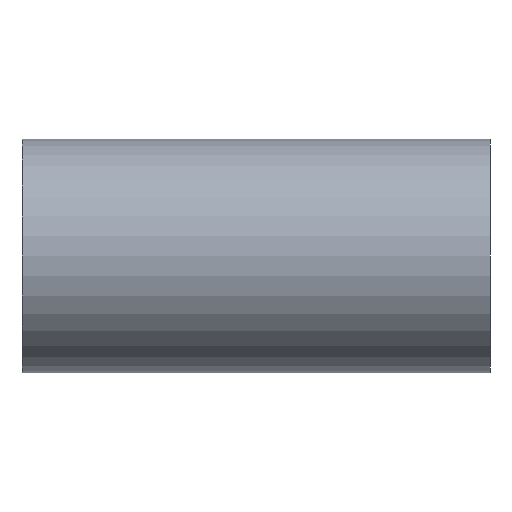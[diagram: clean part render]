
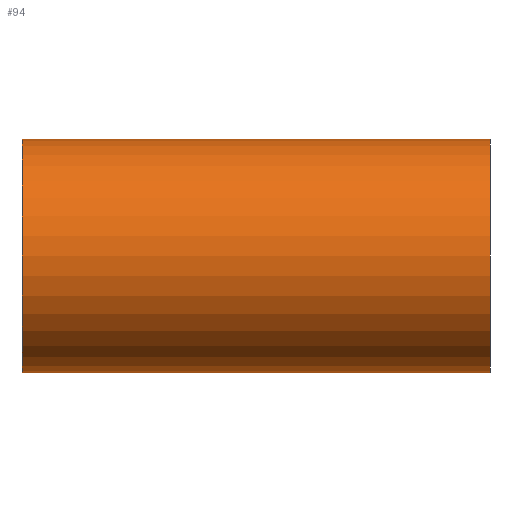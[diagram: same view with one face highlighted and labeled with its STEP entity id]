
A CAD part, left-side view. The second image highlights one B-rep face of the part: STEP entity #94.
In plain terms, the highlighted cylindrical face has radius 12.696 mm (diameter 25.392 mm), a partial arc.
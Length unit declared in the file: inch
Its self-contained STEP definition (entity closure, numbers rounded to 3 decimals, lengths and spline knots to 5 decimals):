
#5 = VERTEX_POINT ( 'NONE', #69 ) ;
#10 = DIRECTION ( 'NONE',  ( 0., -1., 0. ) ) ;
#11 = ORIENTED_EDGE ( 'NONE', *, *, #96, .T. ) ;
#17 = DIRECTION ( 'NONE',  ( 0., 1., 0. ) ) ;
#26 = LINE ( 'NONE', #240, #122 ) ;
#43 = ORIENTED_EDGE ( 'NONE', *, *, #236, .T. ) ;
#47 = AXIS2_PLACEMENT_3D ( 'NONE', #136, #17, #245 ) ;
#55 = VERTEX_POINT ( 'NONE', #66 ) ;
#58 = VERTEX_POINT ( 'NONE', #149 ) ;
#60 = CIRCLE ( 'NONE', #164, 0.49985 ) ;
#63 = CYLINDRICAL_SURFACE ( 'NONE', #214, 0.49985 ) ;
#66 = CARTESIAN_POINT ( 'NONE',  ( 0., 0., -0.49985 ) ) ;
#69 = CARTESIAN_POINT ( 'NONE',  ( 0., 0., 0.49985 ) ) ;
#72 = ORIENTED_EDGE ( 'NONE', *, *, #101, .F. ) ;
#74 = LINE ( 'NONE', #150, #233 ) ;
#94 = ADVANCED_FACE ( 'NONE', ( #161 ), #63, .T. ) ;
#96 = EDGE_CURVE ( 'NONE', #212, #55, #26, .T. ) ;
#101 = EDGE_CURVE ( 'NONE', #58, #5, #74, .T. ) ;
#103 = CARTESIAN_POINT ( 'NONE',  ( 0., 2., 0. ) ) ;
#110 = EDGE_CURVE ( 'NONE', #212, #58, #186, .T. ) ;
#122 = VECTOR ( 'NONE', #208, 39.37008 ) ;
#128 = CARTESIAN_POINT ( 'NONE',  ( 0., 2., -0.49985 ) ) ;
#129 = DIRECTION ( 'NONE',  ( 0., 0., 1. ) ) ;
#136 = CARTESIAN_POINT ( 'NONE',  ( 0., 2., 0. ) ) ;
#149 = CARTESIAN_POINT ( 'NONE',  ( 0., 2., 0.49985 ) ) ;
#150 = CARTESIAN_POINT ( 'NONE',  ( 0., 2., 0.49985 ) ) ;
#152 = CARTESIAN_POINT ( 'NONE',  ( 0., 0., 0. ) ) ;
#161 = FACE_OUTER_BOUND ( 'NONE', #213, .T. ) ;
#164 = AXIS2_PLACEMENT_3D ( 'NONE', #152, #193, #129 ) ;
#186 = CIRCLE ( 'NONE', #47, 0.49985 ) ;
#188 = DIRECTION ( 'NONE',  ( 0., -1., 0. ) ) ;
#193 = DIRECTION ( 'NONE',  ( 0., 1., 0. ) ) ;
#196 = ORIENTED_EDGE ( 'NONE', *, *, #110, .F. ) ;
#206 = DIRECTION ( 'NONE',  ( 0., 0., -1. ) ) ;
#208 = DIRECTION ( 'NONE',  ( 0., -1., 0. ) ) ;
#212 = VERTEX_POINT ( 'NONE', #128 ) ;
#213 = EDGE_LOOP ( 'NONE', ( #72, #196, #11, #43 ) ) ;
#214 = AXIS2_PLACEMENT_3D ( 'NONE', #103, #10, #206 ) ;
#233 = VECTOR ( 'NONE', #188, 39.37008 ) ;
#236 = EDGE_CURVE ( 'NONE', #55, #5, #60, .T. ) ;
#240 = CARTESIAN_POINT ( 'NONE',  ( 0., 2., -0.49985 ) ) ;
#245 = DIRECTION ( 'NONE',  ( 0., 0., 1. ) ) ;
